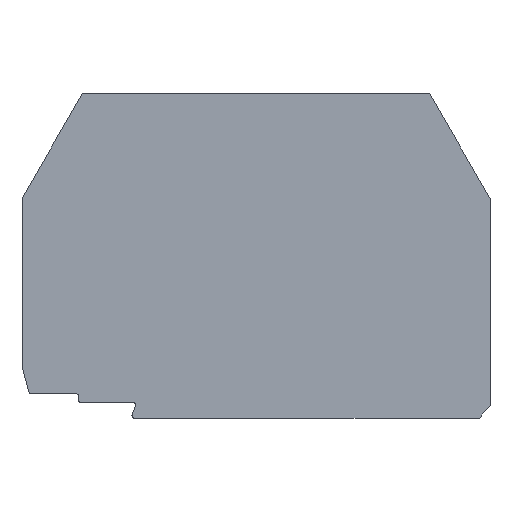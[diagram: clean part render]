
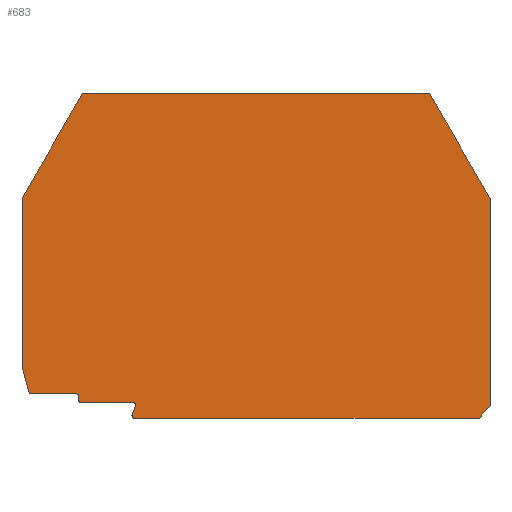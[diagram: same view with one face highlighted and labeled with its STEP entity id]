
A CAD part, top view. The second image highlights one B-rep face of the part: STEP entity #683.
In plain terms, the highlighted planar face has unit normal (0, 0, 1).
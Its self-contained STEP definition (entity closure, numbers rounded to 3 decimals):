
#2 = VERTEX_POINT ( 'NONE', #366 ) ;
#8 = VECTOR ( 'NONE', #469, 1000. ) ;
#11 = CARTESIAN_POINT ( 'NONE',  ( -20.266, -16.109, 0.6 ) ) ;
#26 = DIRECTION ( 'NONE',  ( 0., 0., 1. ) ) ;
#31 = DIRECTION ( 'NONE',  ( 0., -1., 0. ) ) ;
#45 = CARTESIAN_POINT ( 'NONE',  ( 25.553, -18.62, 0.6 ) ) ;
#53 = VERTEX_POINT ( 'NONE', #313 ) ;
#70 = AXIS2_PLACEMENT_3D ( 'NONE', #1002, #487, #1088 ) ;
#83 = VERTEX_POINT ( 'NONE', #948 ) ;
#115 = ORIENTED_EDGE ( 'NONE', *, *, #439, .T. ) ;
#119 = EDGE_CURVE ( 'NONE', #741, #53, #778, .T. ) ;
#124 = VERTEX_POINT ( 'NONE', #250 ) ;
#130 = CARTESIAN_POINT ( 'NONE',  ( -20.266, -16.109, 0.6 ) ) ;
#137 = DIRECTION ( 'NONE',  ( 0., -1., 0. ) ) ;
#150 = ORIENTED_EDGE ( 'NONE', *, *, #494, .T. ) ;
#153 = CARTESIAN_POINT ( 'NONE',  ( -20.566, -15.809, 0.6 ) ) ;
#162 = CARTESIAN_POINT ( 'NONE',  ( -25.883, -15.809, 0.6 ) ) ;
#165 = CARTESIAN_POINT ( 'NONE',  ( -19.816, 18.48, 0.6 ) ) ;
#179 = CARTESIAN_POINT ( 'NONE',  ( -13.844, -18.62, 0.6 ) ) ;
#186 = LINE ( 'NONE', #888, #197 ) ;
#197 = VECTOR ( 'NONE', #1064, 1000. ) ;
#201 = LINE ( 'NONE', #823, #8 ) ;
#229 = CARTESIAN_POINT ( 'NONE',  ( -19.966, -16.52, 0.6 ) ) ;
#233 = DIRECTION ( 'NONE',  ( -0.342, -0.94, 0. ) ) ;
#239 = CARTESIAN_POINT ( 'NONE',  ( -14.046, -17.12, 0.6 ) ) ;
#243 = CARTESIAN_POINT ( 'NONE',  ( -13.844, -18.32, 0.6 ) ) ;
#244 = ORIENTED_EDGE ( 'NONE', *, *, #1180, .T. ) ;
#250 = CARTESIAN_POINT ( 'NONE',  ( 25.553, -18.62, 0.6 ) ) ;
#256 = VERTEX_POINT ( 'NONE', #11 ) ;
#278 = CIRCLE ( 'NONE', #70, 0.3 ) ;
#294 = LINE ( 'NONE', #45, #323 ) ;
#297 = EDGE_CURVE ( 'NONE', #1038, #741, #186, .T. ) ;
#302 = ORIENTED_EDGE ( 'NONE', *, *, #349, .T. ) ;
#313 = CARTESIAN_POINT ( 'NONE',  ( 19.884, 18.48, 0.6 ) ) ;
#317 = VERTEX_POINT ( 'NONE', #179 ) ;
#323 = VECTOR ( 'NONE', #620, 1000. ) ;
#334 = DIRECTION ( 'NONE',  ( 1., 0., 0. ) ) ;
#338 = VERTEX_POINT ( 'NONE', #1165 ) ;
#341 = EDGE_LOOP ( 'NONE', ( #566, #511, #509, #605, #150, #619, #115, #244, #1007, #302, #372, #1145, #428, #484, #510, #506, #740 ) ) ;
#345 = DIRECTION ( 'NONE',  ( 1., 0., 0. ) ) ;
#347 = DIRECTION ( 'NONE',  ( 1., 0., 0. ) ) ;
#348 = DIRECTION ( 'NONE',  ( 1., 0., 0. ) ) ;
#349 = EDGE_CURVE ( 'NONE', #124, #1038, #294, .T. ) ;
#360 = LINE ( 'NONE', #884, #380 ) ;
#363 = CARTESIAN_POINT ( 'NONE',  ( 26.784, -17.152, 0.6 ) ) ;
#366 = CARTESIAN_POINT ( 'NONE',  ( -26.716, 6.529, 0.6 ) ) ;
#372 = ORIENTED_EDGE ( 'NONE', *, *, #297, .T. ) ;
#380 = VECTOR ( 'NONE', #546, 1000. ) ;
#396 = EDGE_CURVE ( 'NONE', #317, #124, #360, .T. ) ;
#421 = CARTESIAN_POINT ( 'NONE',  ( -26.716, -12.701, 0.6 ) ) ;
#424 = VERTEX_POINT ( 'NONE', #795 ) ;
#428 = ORIENTED_EDGE ( 'NONE', *, *, #1167, .T. ) ;
#439 = EDGE_CURVE ( 'NONE', #573, #459, #1173, .T. ) ;
#447 = EDGE_CURVE ( 'NONE', #2, #601, #1174, .T. ) ;
#459 = VERTEX_POINT ( 'NONE', #960 ) ;
#469 = DIRECTION ( 'NONE',  ( -1., 0., 0. ) ) ;
#471 = EDGE_CURVE ( 'NONE', #564, #573, #1152, .T. ) ;
#484 = ORIENTED_EDGE ( 'NONE', *, *, #1154, .T. ) ;
#487 = DIRECTION ( 'NONE',  ( 0., 0., 1. ) ) ;
#492 = DIRECTION ( 'NONE',  ( 0., 0., -1. ) ) ;
#494 = EDGE_CURVE ( 'NONE', #1024, #564, #1111, .T. ) ;
#506 = ORIENTED_EDGE ( 'NONE', *, *, #661, .T. ) ;
#509 = ORIENTED_EDGE ( 'NONE', *, *, #560, .T. ) ;
#510 = ORIENTED_EDGE ( 'NONE', *, *, #447, .T. ) ;
#511 = ORIENTED_EDGE ( 'NONE', *, *, #718, .T. ) ;
#522 = CARTESIAN_POINT ( 'NONE',  ( -26.716, 6.529, 0.6 ) ) ;
#531 = EDGE_CURVE ( 'NONE', #83, #1024, #1074, .T. ) ;
#546 = DIRECTION ( 'NONE',  ( 1., 0., 0. ) ) ;
#560 = EDGE_CURVE ( 'NONE', #338, #83, #1047, .T. ) ;
#564 = VERTEX_POINT ( 'NONE', #1118 ) ;
#566 = ORIENTED_EDGE ( 'NONE', *, *, #747, .T. ) ;
#573 = VERTEX_POINT ( 'NONE', #951 ) ;
#595 = PLANE ( 'NONE',  #829 ) ;
#601 = VERTEX_POINT ( 'NONE', #421 ) ;
#605 = ORIENTED_EDGE ( 'NONE', *, *, #531, .T. ) ;
#619 = ORIENTED_EDGE ( 'NONE', *, *, #471, .T. ) ;
#620 = DIRECTION ( 'NONE',  ( 0.643, 0.766, 0. ) ) ;
#661 = EDGE_CURVE ( 'NONE', #601, #1130, #1153, .T. ) ;
#683 = ADVANCED_FACE ( 'NONE', ( #981 ), #595, .T. ) ;
#697 = DIRECTION ( 'NONE',  ( 1., 0., 0. ) ) ;
#718 = EDGE_CURVE ( 'NONE', #256, #338, #909, .T. ) ;
#720 = EDGE_CURVE ( 'NONE', #1130, #1010, #900, .T. ) ;
#740 = ORIENTED_EDGE ( 'NONE', *, *, #720, .T. ) ;
#741 = VERTEX_POINT ( 'NONE', #868 ) ;
#747 = EDGE_CURVE ( 'NONE', #1010, #256, #783, .T. ) ;
#760 = VECTOR ( 'NONE', #806, 1000. ) ;
#772 = AXIS2_PLACEMENT_3D ( 'NONE', #1009, #492, #1099 ) ;
#777 = LINE ( 'NONE', #165, #831 ) ;
#778 = LINE ( 'NONE', #858, #760 ) ;
#783 = CIRCLE ( 'NONE', #772, 0.3 ) ;
#784 = CARTESIAN_POINT ( 'NONE',  ( -26.716, -12.701, 0.6 ) ) ;
#791 = CARTESIAN_POINT ( 'NONE',  ( -13.764, -17.222, 0.6 ) ) ;
#795 = CARTESIAN_POINT ( 'NONE',  ( -19.816, 18.48, 0.6 ) ) ;
#802 = CARTESIAN_POINT ( 'NONE',  ( -19.966, -16.82, 0.6 ) ) ;
#806 = DIRECTION ( 'NONE',  ( -0.5, 0.866, 0. ) ) ;
#818 = VECTOR ( 'NONE', #1040, 1000. ) ;
#821 = DIRECTION ( 'NONE',  ( -0.5, -0.866, 0. ) ) ;
#823 = CARTESIAN_POINT ( 'NONE',  ( 19.884, 18.48, 0.6 ) ) ;
#829 = AXIS2_PLACEMENT_3D ( 'NONE', #1031, #26, #697 ) ;
#831 = VECTOR ( 'NONE', #821, 1000. ) ;
#857 = DIRECTION ( 'NONE',  ( 0.259, -0.966, 0. ) ) ;
#858 = CARTESIAN_POINT ( 'NONE',  ( 26.784, 6.529, 0.6 ) ) ;
#861 = DIRECTION ( 'NONE',  ( 0., 0., 1. ) ) ;
#868 = CARTESIAN_POINT ( 'NONE',  ( 26.784, 6.529, 0.6 ) ) ;
#869 = VECTOR ( 'NONE', #31, 1000. ) ;
#870 = DIRECTION ( 'NONE',  ( 0., 0., -1. ) ) ;
#873 = DIRECTION ( 'NONE',  ( 0., 0., 1. ) ) ;
#882 = CARTESIAN_POINT ( 'NONE',  ( -14.046, -16.82, 0.6 ) ) ;
#884 = CARTESIAN_POINT ( 'NONE',  ( -13.844, -18.62, 0.6 ) ) ;
#888 = CARTESIAN_POINT ( 'NONE',  ( 26.784, -17.152, 0.6 ) ) ;
#896 = AXIS2_PLACEMENT_3D ( 'NONE', #229, #861, #334 ) ;
#900 = LINE ( 'NONE', #953, #818 ) ;
#909 = LINE ( 'NONE', #130, #869 ) ;
#923 = AXIS2_PLACEMENT_3D ( 'NONE', #239, #870, #345 ) ;
#947 = AXIS2_PLACEMENT_3D ( 'NONE', #243, #873, #347 ) ;
#948 = CARTESIAN_POINT ( 'NONE',  ( -19.966, -16.82, 0.6 ) ) ;
#951 = CARTESIAN_POINT ( 'NONE',  ( -14.126, -18.217, 0.6 ) ) ;
#953 = CARTESIAN_POINT ( 'NONE',  ( -25.883, -15.809, 0.6 ) ) ;
#960 = CARTESIAN_POINT ( 'NONE',  ( -14.144, -18.32, 0.6 ) ) ;
#981 = FACE_OUTER_BOUND ( 'NONE', #341, .T. ) ;
#1002 = CARTESIAN_POINT ( 'NONE',  ( -13.844, -18.32, 0.6 ) ) ;
#1007 = ORIENTED_EDGE ( 'NONE', *, *, #396, .T. ) ;
#1009 = CARTESIAN_POINT ( 'NONE',  ( -20.566, -16.109, 0.6 ) ) ;
#1010 = VERTEX_POINT ( 'NONE', #153 ) ;
#1024 = VERTEX_POINT ( 'NONE', #882 ) ;
#1031 = CARTESIAN_POINT ( 'NONE',  ( -20.566, -16.109, 0.6 ) ) ;
#1038 = VERTEX_POINT ( 'NONE', #363 ) ;
#1040 = DIRECTION ( 'NONE',  ( 1., 0., 0. ) ) ;
#1047 = CIRCLE ( 'NONE', #896, 0.3 ) ;
#1064 = DIRECTION ( 'NONE',  ( 0., 1., 0. ) ) ;
#1074 = LINE ( 'NONE', #802, #1092 ) ;
#1088 = DIRECTION ( 'NONE',  ( 1., 0., 0. ) ) ;
#1092 = VECTOR ( 'NONE', #348, 1000. ) ;
#1099 = DIRECTION ( 'NONE',  ( 1., 0., 0. ) ) ;
#1111 = CIRCLE ( 'NONE', #923, 0.3 ) ;
#1118 = CARTESIAN_POINT ( 'NONE',  ( -13.764, -17.222, 0.6 ) ) ;
#1123 = VECTOR ( 'NONE', #137, 1000. ) ;
#1126 = VECTOR ( 'NONE', #857, 1000. ) ;
#1130 = VERTEX_POINT ( 'NONE', #162 ) ;
#1145 = ORIENTED_EDGE ( 'NONE', *, *, #119, .T. ) ;
#1152 = LINE ( 'NONE', #791, #1164 ) ;
#1153 = LINE ( 'NONE', #784, #1126 ) ;
#1154 = EDGE_CURVE ( 'NONE', #424, #2, #777, .T. ) ;
#1164 = VECTOR ( 'NONE', #233, 1000. ) ;
#1165 = CARTESIAN_POINT ( 'NONE',  ( -20.266, -16.52, 0.6 ) ) ;
#1167 = EDGE_CURVE ( 'NONE', #53, #424, #201, .T. ) ;
#1173 = CIRCLE ( 'NONE', #947, 0.3 ) ;
#1174 = LINE ( 'NONE', #522, #1123 ) ;
#1180 = EDGE_CURVE ( 'NONE', #459, #317, #278, .T. ) ;
